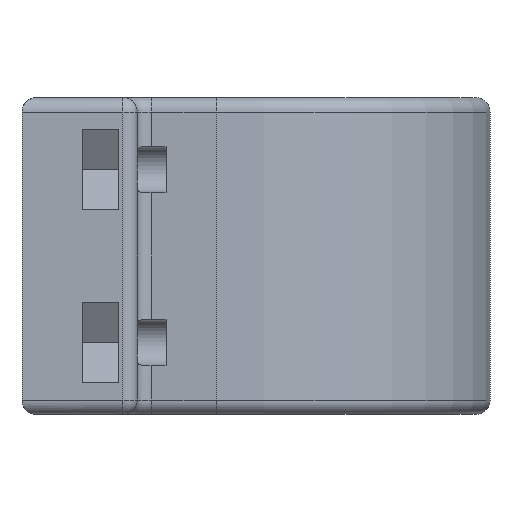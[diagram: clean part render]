
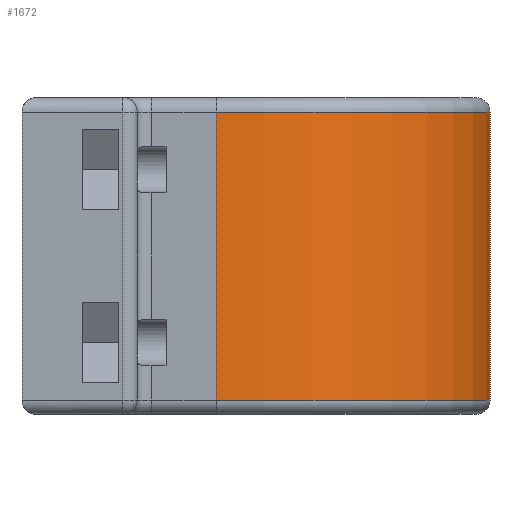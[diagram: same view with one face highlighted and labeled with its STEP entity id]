
A CAD part, left-side view. The second image highlights one B-rep face of the part: STEP entity #1672.
In plain terms, the highlighted cylindrical face has radius 19 mm (diameter 38 mm), a partial arc.
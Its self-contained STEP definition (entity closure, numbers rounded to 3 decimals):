
#98=CYLINDRICAL_SURFACE('',#1866,19.);
#194=FACE_OUTER_BOUND('',#306,.T.);
#306=EDGE_LOOP('',(#1533,#1534,#1535,#1536));
#352=CIRCLE('',#1781,19.);
#386=CIRCLE('',#1851,19.);
#410=LINE('',#2575,#556);
#418=LINE('',#2592,#564);
#556=VECTOR('',#1966,10.);
#564=VECTOR('',#1982,10.);
#720=VERTEX_POINT('',#2572);
#721=VERTEX_POINT('',#2574);
#725=VERTEX_POINT('',#2589);
#726=VERTEX_POINT('',#2591);
#878=EDGE_CURVE('',#721,#720,#410,.T.);
#887=EDGE_CURVE('',#725,#726,#418,.T.);
#973=EDGE_CURVE('',#721,#725,#352,.T.);
#1052=EDGE_CURVE('',#726,#720,#386,.T.);
#1533=ORIENTED_EDGE('',*,*,#973,.F.);
#1534=ORIENTED_EDGE('',*,*,#878,.T.);
#1535=ORIENTED_EDGE('',*,*,#1052,.F.);
#1536=ORIENTED_EDGE('',*,*,#887,.F.);
#1672=ADVANCED_FACE('',(#194),#98,.T.);
#1781=AXIS2_PLACEMENT_3D('',#2768,#2154,#2155);
#1851=AXIS2_PLACEMENT_3D('',#2918,#2335,#2336);
#1866=AXIS2_PLACEMENT_3D('',#2941,#2373,#2374);
#1966=DIRECTION('',(0.,0.,-1.));
#1982=DIRECTION('',(0.,0.,-1.));
#2154=DIRECTION('center_axis',(0.,0.,1.));
#2155=DIRECTION('ref_axis',(0.,-1.,0.));
#2335=DIRECTION('center_axis',(0.,0.,-1.));
#2336=DIRECTION('ref_axis',(0.,-1.,0.));
#2373=DIRECTION('center_axis',(0.,0.,-1.));
#2374=DIRECTION('ref_axis',(1.,0.,0.));
#2572=CARTESIAN_POINT('',(-265.61,-522.,172.5));
#2574=CARTESIAN_POINT('',(-265.61,-522.,192.5));
#2575=CARTESIAN_POINT('',(-265.61,-522.,193.5));
#2589=CARTESIAN_POINT('',(-227.61,-522.,192.5));
#2591=CARTESIAN_POINT('',(-227.61,-522.,172.5));
#2592=CARTESIAN_POINT('',(-227.61,-522.,193.5));
#2768=CARTESIAN_POINT('Origin',(-246.61,-522.,192.5));
#2918=CARTESIAN_POINT('Origin',(-246.61,-522.,172.5));
#2941=CARTESIAN_POINT('Origin',(-246.61,-522.,193.5));
